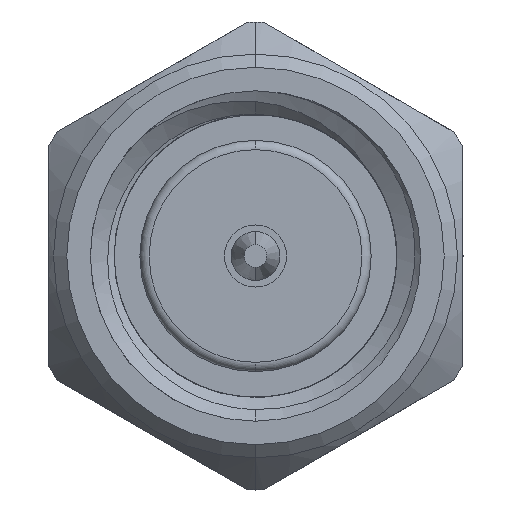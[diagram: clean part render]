
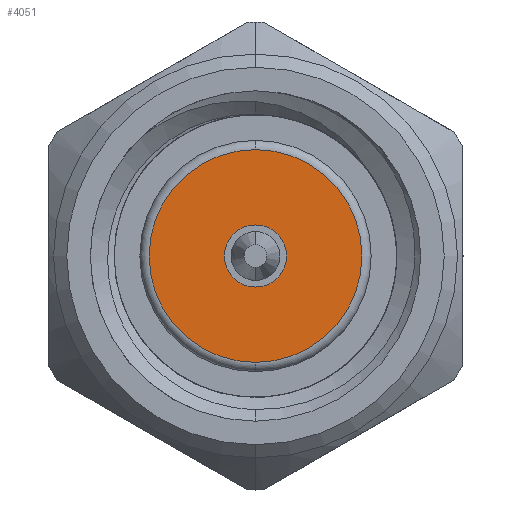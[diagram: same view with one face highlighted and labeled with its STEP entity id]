
A CAD part, left-side view. The second image highlights one B-rep face of the part: STEP entity #4051.
In plain terms, the highlighted planar face has unit normal (-1, 0, 0).
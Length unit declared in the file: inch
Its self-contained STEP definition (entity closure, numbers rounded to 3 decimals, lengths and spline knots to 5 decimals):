
#284 = ORIENTED_EDGE ( 'NONE', *, *, #1284, .F. ) ;
#307 = AXIS2_PLACEMENT_3D ( 'NONE', #2845, #3375, #6709 ) ;
#576 = VERTEX_POINT ( 'NONE', #2361 ) ;
#808 = CARTESIAN_POINT ( 'NONE',  ( 0.1, 0., 0.0805 ) ) ;
#1177 = VERTEX_POINT ( 'NONE', #5494 ) ;
#1284 = EDGE_CURVE ( 'NONE', #5895, #576, #5610, .T. ) ;
#1385 = EDGE_CURVE ( 'NONE', #1177, #4645, #3970, .T. ) ;
#1414 = AXIS2_PLACEMENT_3D ( 'NONE', #5646, #3988, #4528 ) ;
#1498 = AXIS2_PLACEMENT_3D ( 'NONE', #2913, #1811, #1839 ) ;
#1526 = EDGE_CURVE ( 'NONE', #576, #5895, #6463, .T. ) ;
#1721 = CARTESIAN_POINT ( 'NONE',  ( 0.1, 0., 0. ) ) ;
#1811 = DIRECTION ( 'NONE',  ( -1., 0., 0. ) ) ;
#1813 = FACE_BOUND ( 'NONE', #2179, .T. ) ;
#1839 = DIRECTION ( 'NONE',  ( 0., 0., -1. ) ) ;
#2134 = CARTESIAN_POINT ( 'NONE',  ( 0.1, 0., 0. ) ) ;
#2179 = EDGE_LOOP ( 'NONE', ( #5723, #284 ) ) ;
#2361 = CARTESIAN_POINT ( 'NONE',  ( 0.1, 0., -0.0235 ) ) ;
#2845 = CARTESIAN_POINT ( 'NONE',  ( 0.1, 0., 0. ) ) ;
#2884 = CARTESIAN_POINT ( 'NONE',  ( 0.1, 0., 0.0235 ) ) ;
#2913 = CARTESIAN_POINT ( 'NONE',  ( 0.1, 0., 0. ) ) ;
#3130 = AXIS2_PLACEMENT_3D ( 'NONE', #2134, #3737, #4784 ) ;
#3356 = EDGE_CURVE ( 'NONE', #4645, #1177, #4460, .T. ) ;
#3375 = DIRECTION ( 'NONE',  ( -1., 0., 0. ) ) ;
#3419 = DIRECTION ( 'NONE',  ( 0., 0., -1. ) ) ;
#3694 = FACE_OUTER_BOUND ( 'NONE', #4632, .T. ) ;
#3737 = DIRECTION ( 'NONE',  ( 1., 0., 0. ) ) ;
#3894 = DIRECTION ( 'NONE',  ( -1., 0., 0. ) ) ;
#3970 = CIRCLE ( 'NONE', #6553, 0.0805 ) ;
#3988 = DIRECTION ( 'NONE',  ( -1., 0., 0. ) ) ;
#4051 = ADVANCED_FACE ( 'NONE', ( #3694, #1813 ), #7004, .F. ) ;
#4460 = CIRCLE ( 'NONE', #1498, 0.0805 ) ;
#4528 = DIRECTION ( 'NONE',  ( 0., 0., -1. ) ) ;
#4632 = EDGE_LOOP ( 'NONE', ( #5055, #5529 ) ) ;
#4645 = VERTEX_POINT ( 'NONE', #808 ) ;
#4784 = DIRECTION ( 'NONE',  ( 0., 0., -1. ) ) ;
#5055 = ORIENTED_EDGE ( 'NONE', *, *, #1385, .T. ) ;
#5494 = CARTESIAN_POINT ( 'NONE',  ( 0.1, 0., -0.0805 ) ) ;
#5529 = ORIENTED_EDGE ( 'NONE', *, *, #3356, .T. ) ;
#5610 = CIRCLE ( 'NONE', #1414, 0.0235 ) ;
#5646 = CARTESIAN_POINT ( 'NONE',  ( 0.1, 0., 0. ) ) ;
#5723 = ORIENTED_EDGE ( 'NONE', *, *, #1526, .F. ) ;
#5895 = VERTEX_POINT ( 'NONE', #2884 ) ;
#6463 = CIRCLE ( 'NONE', #307, 0.0235 ) ;
#6553 = AXIS2_PLACEMENT_3D ( 'NONE', #1721, #3894, #3419 ) ;
#6709 = DIRECTION ( 'NONE',  ( 0., 0., -1. ) ) ;
#7004 = PLANE ( 'NONE',  #3130 ) ;
